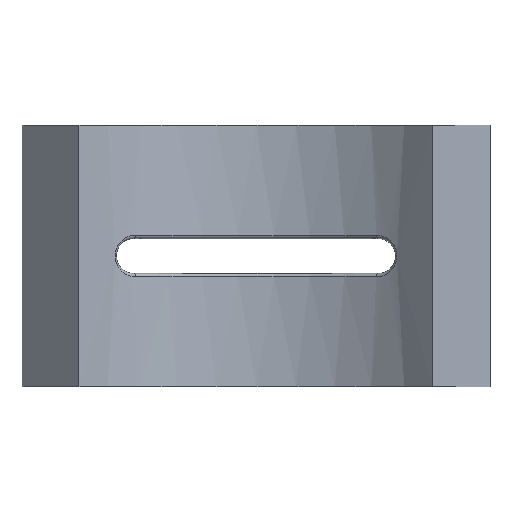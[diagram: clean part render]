
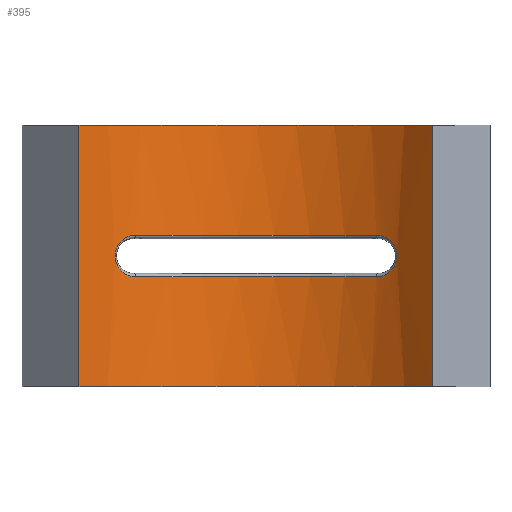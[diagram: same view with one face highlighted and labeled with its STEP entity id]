
A CAD part, top view. The second image highlights one B-rep face of the part: STEP entity #395.
In plain terms, the highlighted cylindrical face has radius 17.005 mm (diameter 34.011 mm), a partial arc.
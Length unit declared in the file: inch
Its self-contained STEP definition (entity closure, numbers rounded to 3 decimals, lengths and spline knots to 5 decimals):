
#15=FACE_BOUND('',#136,.T.);
#32=LINE('',#770,#62);
#33=LINE('',#773,#63);
#62=VECTOR('',#502,0.3937);
#63=VECTOR('',#505,0.3937);
#90=CYLINDRICAL_SURFACE('',#440,0.6695);
#93=B_SPLINE_CURVE_WITH_KNOTS('',3,(#647,#648,#649,#650,#651,#652,#653,
#654,#655,#656,#657),.UNSPECIFIED.,.F.,.F.,(4,1,1,1,1,1,1,1,4),(-0.52822,
-0.45276,-0.3773,-0.30184,-0.26411,
-0.22638,-0.15092,-0.07546,0.),
 .UNSPECIFIED.);
#95=B_SPLINE_CURVE_WITH_KNOTS('',3,(#725,#726,#727,#728,#729,#730,#731,
#732,#733,#734),.UNSPECIFIED.,.F.,.F.,(4,1,1,1,1,1,1,4),(-0.52822,
-0.45276,-0.3773,-0.30184,-0.22638,
-0.15092,-0.07546,0.),.UNSPECIFIED.);
#111=FACE_OUTER_BOUND('',#135,.T.);
#135=EDGE_LOOP('',(#293,#294,#295,#296));
#136=EDGE_LOOP('',(#297,#298,#299,#300));
#158=CIRCLE('',#431,0.6695);
#161=CIRCLE('',#435,0.6695);
#164=CIRCLE('',#441,0.6695);
#165=CIRCLE('',#442,0.6695);
#175=VERTEX_POINT('',#581);
#178=VERTEX_POINT('',#586);
#180=VERTEX_POINT('',#645);
#182=VERTEX_POINT('',#671);
#186=VERTEX_POINT('',#766);
#187=VERTEX_POINT('',#767);
#188=VERTEX_POINT('',#769);
#189=VERTEX_POINT('',#771);
#214=EDGE_CURVE('',#178,#175,#158,.T.);
#216=EDGE_CURVE('',#180,#178,#93,.T.);
#219=EDGE_CURVE('',#182,#180,#161,.T.);
#221=EDGE_CURVE('',#175,#182,#95,.T.);
#228=EDGE_CURVE('',#186,#187,#164,.T.);
#229=EDGE_CURVE('',#188,#187,#32,.T.);
#230=EDGE_CURVE('',#188,#189,#165,.T.);
#231=EDGE_CURVE('',#189,#186,#33,.T.);
#293=ORIENTED_EDGE('',*,*,#228,.T.);
#294=ORIENTED_EDGE('',*,*,#229,.F.);
#295=ORIENTED_EDGE('',*,*,#230,.T.);
#296=ORIENTED_EDGE('',*,*,#231,.T.);
#297=ORIENTED_EDGE('',*,*,#214,.F.);
#298=ORIENTED_EDGE('',*,*,#216,.F.);
#299=ORIENTED_EDGE('',*,*,#219,.F.);
#300=ORIENTED_EDGE('',*,*,#221,.F.);
#395=ADVANCED_FACE('',(#111,#15),#90,.F.);
#431=AXIS2_PLACEMENT_3D('',#588,#477,#478);
#435=AXIS2_PLACEMENT_3D('',#673,#485,#486);
#440=AXIS2_PLACEMENT_3D('',#765,#498,#499);
#441=AXIS2_PLACEMENT_3D('',#768,#500,#501);
#442=AXIS2_PLACEMENT_3D('',#772,#503,#504);
#477=DIRECTION('center_axis',(0.,1.,0.));
#478=DIRECTION('ref_axis',(0.,0.,-1.));
#485=DIRECTION('center_axis',(0.,-1.,0.));
#486=DIRECTION('ref_axis',(0.,0.,-1.));
#498=DIRECTION('center_axis',(0.,-1.,0.));
#499=DIRECTION('ref_axis',(0.758,0.,-0.652));
#500=DIRECTION('center_axis',(0.,-1.,0.));
#501=DIRECTION('ref_axis',(0.758,0.,-0.652));
#502=DIRECTION('',(0.,-1.,0.));
#503=DIRECTION('center_axis',(0.,1.,0.));
#504=DIRECTION('ref_axis',(0.758,0.,-0.652));
#505=DIRECTION('',(0.,-1.,0.));
#581=CARTESIAN_POINT('',(-0.34485,-0.315,-0.57385));
#586=CARTESIAN_POINT('',(0.34485,-0.315,-0.57385));
#588=CARTESIAN_POINT('Origin',(0.,-0.315,0.));
#645=CARTESIAN_POINT('',(0.34485,-0.435,-0.57385));
#647=CARTESIAN_POINT('Ctrl Pts',(0.34485,-0.435,-0.57385));
#648=CARTESIAN_POINT('Ctrl Pts',(0.35321,-0.435,-0.56883));
#649=CARTESIAN_POINT('Ctrl Pts',(0.36969,-0.43138,-0.55841));
#650=CARTESIAN_POINT('Ctrl Pts',(0.39073,-0.41597,-0.5438));
#651=CARTESIAN_POINT('Ctrl Pts',(0.40212,-0.3948,-0.53529));
#652=CARTESIAN_POINT('Ctrl Pts',(0.40457,-0.37498,-0.53343));
#653=CARTESIAN_POINT('Ctrl Pts',(0.40211,-0.35514,-0.5353));
#654=CARTESIAN_POINT('Ctrl Pts',(0.39073,-0.33405,-0.5438));
#655=CARTESIAN_POINT('Ctrl Pts',(0.36969,-0.31861,-0.55841));
#656=CARTESIAN_POINT('Ctrl Pts',(0.35321,-0.315,-0.56883));
#657=CARTESIAN_POINT('Ctrl Pts',(0.34485,-0.315,-0.57385));
#671=CARTESIAN_POINT('',(-0.34485,-0.435,-0.57385));
#673=CARTESIAN_POINT('Origin',(0.,-0.435,0.));
#725=CARTESIAN_POINT('Ctrl Pts',(-0.34485,-0.315,
-0.57385));
#726=CARTESIAN_POINT('Ctrl Pts',(-0.35321,-0.315,
-0.56883));
#727=CARTESIAN_POINT('Ctrl Pts',(-0.36971,-0.31862,
-0.55839));
#728=CARTESIAN_POINT('Ctrl Pts',(-0.39068,-0.33403,-0.54385));
#729=CARTESIAN_POINT('Ctrl Pts',(-0.4045,-0.35941,
-0.5335));
#730=CARTESIAN_POINT('Ctrl Pts',(-0.4045,-0.39063,-0.53349));
#731=CARTESIAN_POINT('Ctrl Pts',(-0.39071,-0.41597,
-0.54382));
#732=CARTESIAN_POINT('Ctrl Pts',(-0.36972,-0.43138,
-0.55838));
#733=CARTESIAN_POINT('Ctrl Pts',(-0.35321,-0.435,
-0.56883));
#734=CARTESIAN_POINT('Ctrl Pts',(-0.34485,-0.435,
-0.57385));
#765=CARTESIAN_POINT('Origin',(0.,0.,0.));
#766=CARTESIAN_POINT('',(-0.50744,-0.75,-0.43673));
#767=CARTESIAN_POINT('',(0.50744,-0.75,-0.43673));
#768=CARTESIAN_POINT('Origin',(0.,-0.75,0.));
#769=CARTESIAN_POINT('',(0.50744,0.,-0.43673));
#770=CARTESIAN_POINT('',(0.50744,0.,-0.43673));
#771=CARTESIAN_POINT('',(-0.50744,0.,-0.43673));
#772=CARTESIAN_POINT('Origin',(0.,0.,0.));
#773=CARTESIAN_POINT('',(-0.50744,0.,-0.43673));
